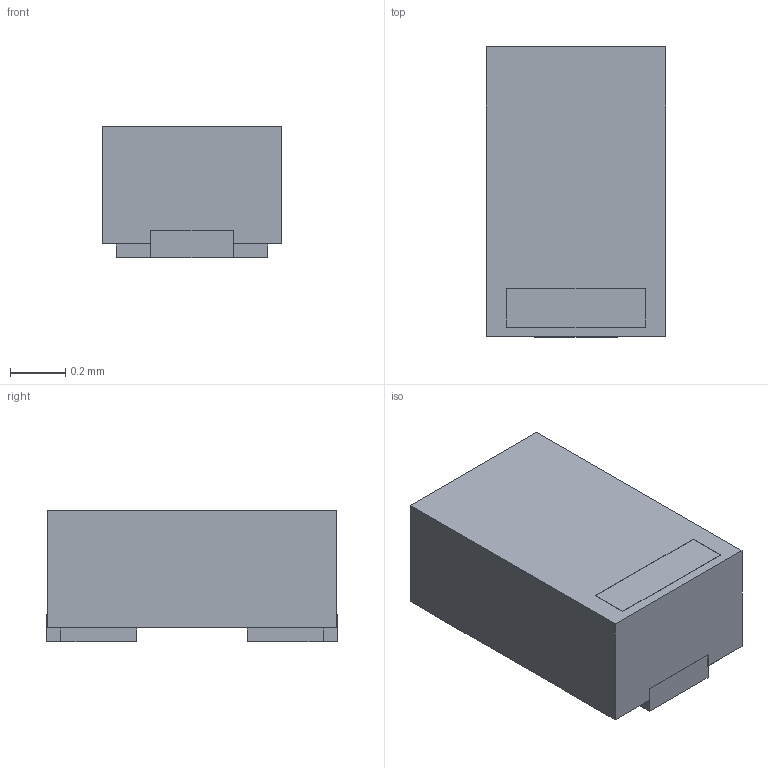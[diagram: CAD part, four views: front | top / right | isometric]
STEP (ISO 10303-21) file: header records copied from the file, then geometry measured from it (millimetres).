
FILE_DESCRIPTION(/* description */ (''),/* implementation_level */ '2;1');
FILE_NAME(/* name */ 'S8-V-3906.04-059 (4) Rev.2.stp',/* time_stamp */ '2020-09-03T10:14:57+02:00',/* author */ ('preisinger'),/* organization */ (''),/* preprocessor_version */ 'ST-DEVELOPER v18.1',/* originating_system */ 'Autodesk Inventor 2020',/* authorisation */ '');
FILE_SCHEMA (('AUTOMOTIVE_DESIGN { 1 0 10303 214 3 1 1 }'));
Length unit declared in the file: millimetre
Products named in the file (1): 39060459
Bounding box: 0.65 x 1.05 x 0.48 mm (x, y, z)
Volume: 0.3 mm3; surface area: 3 mm2
Topology: 1 solids, 1 shells, 31 faces, 84 edges, 56 vertices
Faces by surface type: plane 31
Entity records: 1042 total; most frequent: CARTESIAN_POINT 172, ORIENTED_EDGE 168, DIRECTION 148, LINE 84, VECTOR 84, EDGE_CURVE 84, VERTEX_POINT 56, EDGE_LOOP 32
